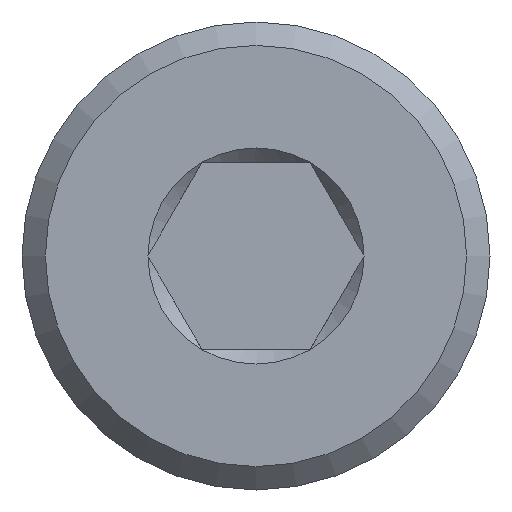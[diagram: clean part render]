
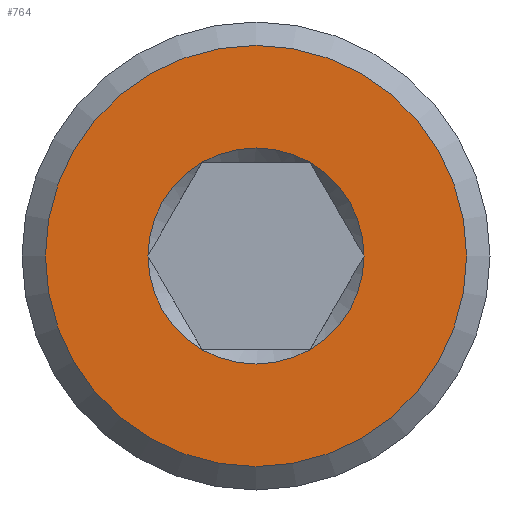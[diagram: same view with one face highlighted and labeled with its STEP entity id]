
A CAD part, left-side view. The second image highlights one B-rep face of the part: STEP entity #764.
In plain terms, the highlighted planar face has unit normal (-1, 0, 0).
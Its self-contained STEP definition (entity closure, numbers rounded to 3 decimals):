
#17=FACE_BOUND('',#144,.T.);
#19=PLANE('',#833);
#96=FACE_OUTER_BOUND('',#143,.T.);
#143=EDGE_LOOP('',(#595));
#144=EDGE_LOOP('',(#596,#597,#598,#599,#600,#601));
#169=CIRCLE('',#827,4.5);
#172=CIRCLE('',#834,2.309);
#173=CIRCLE('',#835,2.309);
#174=CIRCLE('',#836,2.309);
#175=CIRCLE('',#837,2.309);
#176=CIRCLE('',#838,2.309);
#177=CIRCLE('',#839,2.309);
#345=VERTEX_POINT('',#2360);
#348=VERTEX_POINT('',#2418);
#349=VERTEX_POINT('',#2419);
#350=VERTEX_POINT('',#2421);
#351=VERTEX_POINT('',#2423);
#352=VERTEX_POINT('',#2425);
#353=VERTEX_POINT('',#2427);
#442=EDGE_CURVE('',#345,#345,#169,.T.);
#449=EDGE_CURVE('',#348,#349,#172,.T.);
#450=EDGE_CURVE('',#350,#348,#173,.T.);
#451=EDGE_CURVE('',#351,#350,#174,.T.);
#452=EDGE_CURVE('',#352,#351,#175,.T.);
#453=EDGE_CURVE('',#353,#352,#176,.T.);
#454=EDGE_CURVE('',#349,#353,#177,.T.);
#595=ORIENTED_EDGE('',*,*,#442,.F.);
#596=ORIENTED_EDGE('',*,*,#449,.F.);
#597=ORIENTED_EDGE('',*,*,#450,.F.);
#598=ORIENTED_EDGE('',*,*,#451,.F.);
#599=ORIENTED_EDGE('',*,*,#452,.F.);
#600=ORIENTED_EDGE('',*,*,#453,.F.);
#601=ORIENTED_EDGE('',*,*,#454,.F.);
#764=ADVANCED_FACE('',(#96,#17),#19,.T.);
#827=AXIS2_PLACEMENT_3D('',#2362,#945,#946);
#833=AXIS2_PLACEMENT_3D('',#2417,#958,#959);
#834=AXIS2_PLACEMENT_3D('',#2420,#960,#961);
#835=AXIS2_PLACEMENT_3D('',#2422,#962,#963);
#836=AXIS2_PLACEMENT_3D('',#2424,#964,#965);
#837=AXIS2_PLACEMENT_3D('',#2426,#966,#967);
#838=AXIS2_PLACEMENT_3D('',#2428,#968,#969);
#839=AXIS2_PLACEMENT_3D('',#2429,#970,#971);
#945=DIRECTION('center_axis',(1.,0.,0.));
#946=DIRECTION('ref_axis',(0.,1.,0.));
#958=DIRECTION('center_axis',(-1.,0.,0.));
#959=DIRECTION('ref_axis',(0.,-1.,0.));
#960=DIRECTION('center_axis',(-1.,0.,0.));
#961=DIRECTION('ref_axis',(0.,-1.,0.));
#962=DIRECTION('center_axis',(-1.,0.,0.));
#963=DIRECTION('ref_axis',(0.,-1.,0.));
#964=DIRECTION('center_axis',(-1.,0.,0.));
#965=DIRECTION('ref_axis',(0.,-1.,0.));
#966=DIRECTION('center_axis',(-1.,0.,0.));
#967=DIRECTION('ref_axis',(0.,-1.,0.));
#968=DIRECTION('center_axis',(-1.,0.,0.));
#969=DIRECTION('ref_axis',(0.,-1.,0.));
#970=DIRECTION('center_axis',(-1.,0.,0.));
#971=DIRECTION('ref_axis',(0.,-1.,0.));
#2360=CARTESIAN_POINT('',(-10.,-4.5,0.));
#2362=CARTESIAN_POINT('Origin',(-10.,0.,0.));
#2417=CARTESIAN_POINT('Origin',(-10.,4.5,0.));
#2418=CARTESIAN_POINT('',(-10.,-2.309,0.));
#2419=CARTESIAN_POINT('',(-10.,-1.155,2.));
#2420=CARTESIAN_POINT('Origin',(-10.,0.,0.));
#2421=CARTESIAN_POINT('',(-10.,-1.155,-2.));
#2422=CARTESIAN_POINT('Origin',(-10.,0.,0.));
#2423=CARTESIAN_POINT('',(-10.,1.155,-2.));
#2424=CARTESIAN_POINT('Origin',(-10.,0.,0.));
#2425=CARTESIAN_POINT('',(-10.,2.309,0.));
#2426=CARTESIAN_POINT('Origin',(-10.,0.,0.));
#2427=CARTESIAN_POINT('',(-10.,1.155,2.));
#2428=CARTESIAN_POINT('Origin',(-10.,0.,0.));
#2429=CARTESIAN_POINT('Origin',(-10.,0.,0.));
